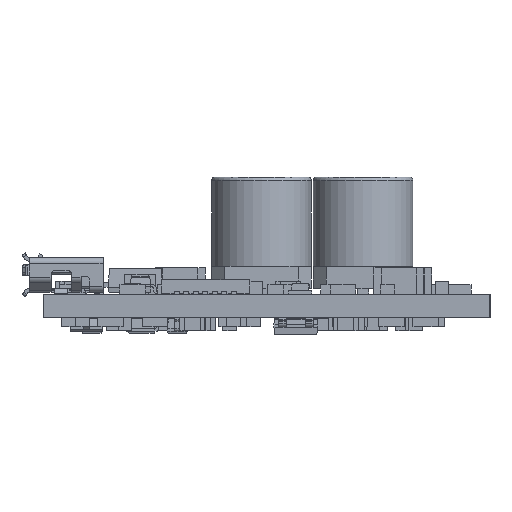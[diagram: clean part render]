
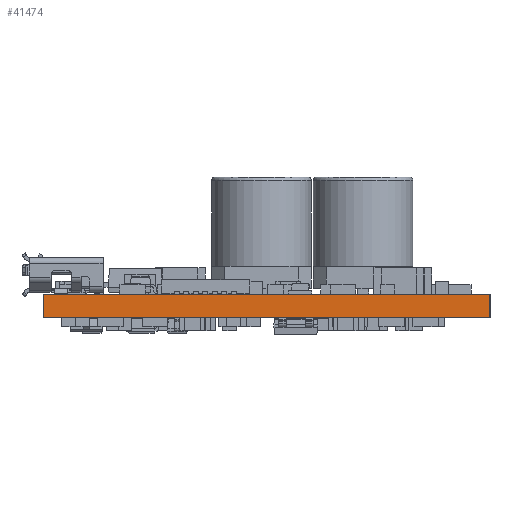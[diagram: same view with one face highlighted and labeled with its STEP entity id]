
A CAD part, left-side view. The second image highlights one B-rep face of the part: STEP entity #41474.
In plain terms, the highlighted planar face has unit normal (-1, 0, 0).
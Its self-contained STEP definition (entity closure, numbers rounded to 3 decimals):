
#2456 = ORIENTED_EDGE ( 'NONE', *, *, #93966, .T. ) ;
#4663 = DIRECTION ( 'NONE',  ( 0., 0., -1. ) ) ;
#5216 = VERTEX_POINT ( 'NONE', #100620 ) ;
#5707 = FACE_OUTER_BOUND ( 'NONE', #9354, .T. ) ;
#7192 = VECTOR ( 'NONE', #130369, 1000. ) ;
#9354 = EDGE_LOOP ( 'NONE', ( #2456, #48362, #67750, #33172 ) ) ;
#11440 = CARTESIAN_POINT ( 'NONE',  ( 0., 30.48, 0. ) ) ;
#13971 = PLANE ( 'NONE',  #34289 ) ;
#14870 = CARTESIAN_POINT ( 'NONE',  ( 0., 0., 1.575 ) ) ;
#22850 = VERTEX_POINT ( 'NONE', #11440 ) ;
#24615 = LINE ( 'NONE', #126685, #126599 ) ;
#24917 = EDGE_CURVE ( 'NONE', #92225, #34993, #82482, .T. ) ;
#27740 = VECTOR ( 'NONE', #68626, 1000. ) ;
#29155 = EDGE_CURVE ( 'NONE', #34993, #5216, #82088, .T. ) ;
#30463 = CARTESIAN_POINT ( 'NONE',  ( 0., 30.48, 1.575 ) ) ;
#33172 = ORIENTED_EDGE ( 'NONE', *, *, #86996, .T. ) ;
#34289 = AXIS2_PLACEMENT_3D ( 'NONE', #42486, #123984, #62992 ) ;
#34993 = VERTEX_POINT ( 'NONE', #14870 ) ;
#40531 = LINE ( 'NONE', #99307, #27740 ) ;
#41474 = ADVANCED_FACE ( 'NONE', ( #5707 ), #13971, .F. ) ;
#42486 = CARTESIAN_POINT ( 'NONE',  ( 0., 30.48, 1.575 ) ) ;
#48362 = ORIENTED_EDGE ( 'NONE', *, *, #29155, .F. ) ;
#62992 = DIRECTION ( 'NONE',  ( 0., 0., -1. ) ) ;
#67750 = ORIENTED_EDGE ( 'NONE', *, *, #24917, .F. ) ;
#68626 = DIRECTION ( 'NONE',  ( 0., -1., 0. ) ) ;
#79128 = CARTESIAN_POINT ( 'NONE',  ( 0., 0., 1.575 ) ) ;
#82088 = LINE ( 'NONE', #79128, #7192 ) ;
#82482 = LINE ( 'NONE', #125648, #109523 ) ;
#86996 = EDGE_CURVE ( 'NONE', #92225, #22850, #24615, .T. ) ;
#92225 = VERTEX_POINT ( 'NONE', #30463 ) ;
#93966 = EDGE_CURVE ( 'NONE', #22850, #5216, #40531, .T. ) ;
#99307 = CARTESIAN_POINT ( 'NONE',  ( 0., 30.48, 0. ) ) ;
#100620 = CARTESIAN_POINT ( 'NONE',  ( 0., 0., 0. ) ) ;
#109523 = VECTOR ( 'NONE', #126520, 1000. ) ;
#123984 = DIRECTION ( 'NONE',  ( 1., 0., 0. ) ) ;
#125648 = CARTESIAN_POINT ( 'NONE',  ( 0., 30.48, 1.575 ) ) ;
#126520 = DIRECTION ( 'NONE',  ( 0., -1., 0. ) ) ;
#126599 = VECTOR ( 'NONE', #4663, 1000. ) ;
#126685 = CARTESIAN_POINT ( 'NONE',  ( 0., 30.48, 1.575 ) ) ;
#130369 = DIRECTION ( 'NONE',  ( 0., 0., -1. ) ) ;
